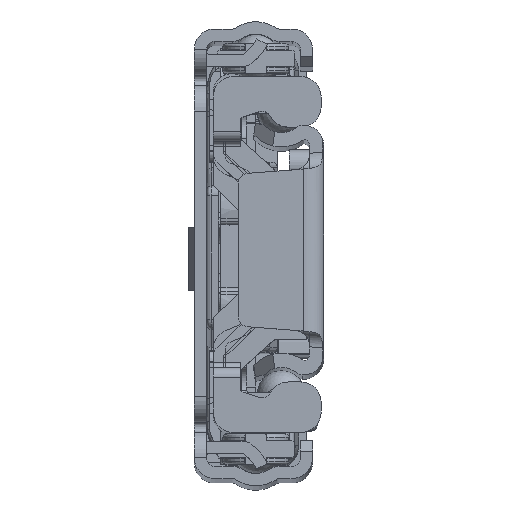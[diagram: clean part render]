
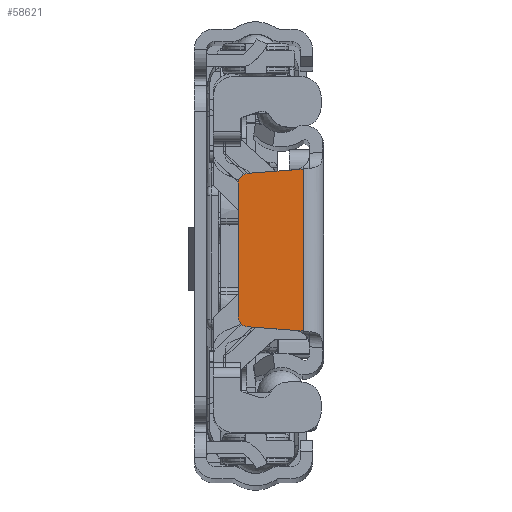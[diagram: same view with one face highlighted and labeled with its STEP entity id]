
A CAD part, top view. The second image highlights one B-rep face of the part: STEP entity #58621.
In plain terms, the highlighted face is planar.
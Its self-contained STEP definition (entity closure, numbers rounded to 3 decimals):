
#37 = AXIS2_PLACEMENT_3D ( 'NONE', #69627, #8643, #68976 ) ;
#1003 = CARTESIAN_POINT ( 'NONE',  ( -8.4, 6.524, 0. ) ) ;
#3095 = FACE_OUTER_BOUND ( 'NONE', #3491, .T. ) ;
#3491 = EDGE_LOOP ( 'NONE', ( #87420, #91987, #93153, #44326, #9425, #17506, #70548, #45110 ) ) ;
#5842 = DIRECTION ( 'NONE',  ( -0.997, 0.077, 0. ) ) ;
#7298 = CARTESIAN_POINT ( 'NONE',  ( -8.4, 7.45, 0. ) ) ;
#8505 = DIRECTION ( 'NONE',  ( -0.997, -0.077, 0. ) ) ;
#8643 = DIRECTION ( 'NONE',  ( 0., 0., -1. ) ) ;
#9075 = CIRCLE ( 'NONE', #11620, 1. ) ;
#9425 = ORIENTED_EDGE ( 'NONE', *, *, #50105, .F. ) ;
#9670 = VERTEX_POINT ( 'NONE', #36013 ) ;
#11118 = VECTOR ( 'NONE', #65278, 1000. ) ;
#11620 = AXIS2_PLACEMENT_3D ( 'NONE', #73486, #88698, #36829 ) ;
#14232 = DIRECTION ( 'NONE',  ( -0.997, -0.077, 0. ) ) ;
#15217 = VECTOR ( 'NONE', #8505, 1000. ) ;
#15278 = VERTEX_POINT ( 'NONE', #30038 ) ;
#15451 = CARTESIAN_POINT ( 'NONE',  ( -7.477, -7.521, 0. ) ) ;
#17506 = ORIENTED_EDGE ( 'NONE', *, *, #18375, .F. ) ;
#18375 = EDGE_CURVE ( 'NONE', #15278, #64278, #86100, .T. ) ;
#20205 = LINE ( 'NONE', #7298, #23799 ) ;
#22663 = EDGE_CURVE ( 'NONE', #9670, #30733, #40627, .T. ) ;
#23615 = CARTESIAN_POINT ( 'NONE',  ( -2., -13.87, 0. ) ) ;
#23799 = VECTOR ( 'NONE', #14232, 1000. ) ;
#27281 = EDGE_CURVE ( 'NONE', #15278, #9670, #97089, .T. ) ;
#27306 = CARTESIAN_POINT ( 'NONE',  ( -8.4, 8.1, 0. ) ) ;
#30038 = CARTESIAN_POINT ( 'NONE',  ( -2., 7.945, 0. ) ) ;
#30733 = VERTEX_POINT ( 'NONE', #40650 ) ;
#32349 = EDGE_CURVE ( 'NONE', #81125, #33027, #9075, .T. ) ;
#33027 = VERTEX_POINT ( 'NONE', #52285 ) ;
#35681 = VECTOR ( 'NONE', #37791, 1000. ) ;
#35684 = EDGE_CURVE ( 'NONE', #33027, #84794, #51133, .T. ) ;
#36013 = CARTESIAN_POINT ( 'NONE',  ( -2., -7.945, 0. ) ) ;
#36829 = DIRECTION ( 'NONE',  ( 1., 0., 0. ) ) ;
#37250 = PLANE ( 'NONE',  #73751 ) ;
#37791 = DIRECTION ( 'NONE',  ( 0., -1., 0. ) ) ;
#40627 = LINE ( 'NONE', #73773, #75987 ) ;
#40650 = CARTESIAN_POINT ( 'NONE',  ( -2.784, -7.885, 0. ) ) ;
#43047 = CARTESIAN_POINT ( 'NONE',  ( -2.784, 7.885, 0. ) ) ;
#44326 = ORIENTED_EDGE ( 'NONE', *, *, #74371, .T. ) ;
#45110 = ORIENTED_EDGE ( 'NONE', *, *, #22663, .T. ) ;
#50105 = EDGE_CURVE ( 'NONE', #64278, #55528, #20205, .T. ) ;
#51133 = LINE ( 'NONE', #27306, #11118 ) ;
#52255 = CARTESIAN_POINT ( 'NONE',  ( -8.4, -7.45, 0. ) ) ;
#52285 = CARTESIAN_POINT ( 'NONE',  ( -8.4, -6.524, 0. ) ) ;
#53062 = CARTESIAN_POINT ( 'NONE',  ( -4.143, -13.87, 0. ) ) ;
#55528 = VERTEX_POINT ( 'NONE', #96517 ) ;
#58621 = ADVANCED_FACE ( 'NONE', ( #3095 ), #37250, .F. ) ;
#64278 = VERTEX_POINT ( 'NONE', #43047 ) ;
#65278 = DIRECTION ( 'NONE',  ( 0., 1., 0. ) ) ;
#66817 = DIRECTION ( 'NONE',  ( 0.997, -0.077, 0. ) ) ;
#68158 = CARTESIAN_POINT ( 'NONE',  ( -2., 7.945, 0. ) ) ;
#68976 = DIRECTION ( 'NONE',  ( 1., 0., 0. ) ) ;
#69627 = CARTESIAN_POINT ( 'NONE',  ( -7.4, 6.524, 0. ) ) ;
#70548 = ORIENTED_EDGE ( 'NONE', *, *, #27281, .T. ) ;
#73486 = CARTESIAN_POINT ( 'NONE',  ( -7.4, -6.524, 0. ) ) ;
#73751 = AXIS2_PLACEMENT_3D ( 'NONE', #53062, #90084, #97702 ) ;
#73773 = CARTESIAN_POINT ( 'NONE',  ( -2., -7.945, 0. ) ) ;
#74371 = EDGE_CURVE ( 'NONE', #84794, #55528, #90051, .T. ) ;
#75987 = VECTOR ( 'NONE', #5842, 1000. ) ;
#81125 = VERTEX_POINT ( 'NONE', #15451 ) ;
#82618 = EDGE_CURVE ( 'NONE', #81125, #30733, #88879, .T. ) ;
#84794 = VERTEX_POINT ( 'NONE', #1003 ) ;
#86100 = LINE ( 'NONE', #68158, #15217 ) ;
#87420 = ORIENTED_EDGE ( 'NONE', *, *, #82618, .F. ) ;
#87768 = VECTOR ( 'NONE', #66817, 1000. ) ;
#88698 = DIRECTION ( 'NONE',  ( 0., 0., -1. ) ) ;
#88879 = LINE ( 'NONE', #52255, #87768 ) ;
#90051 = CIRCLE ( 'NONE', #37, 1. ) ;
#90084 = DIRECTION ( 'NONE',  ( 0., 0., 1. ) ) ;
#91987 = ORIENTED_EDGE ( 'NONE', *, *, #32349, .T. ) ;
#93153 = ORIENTED_EDGE ( 'NONE', *, *, #35684, .T. ) ;
#96517 = CARTESIAN_POINT ( 'NONE',  ( -7.477, 7.521, 0. ) ) ;
#97089 = LINE ( 'NONE', #23615, #35681 ) ;
#97702 = DIRECTION ( 'NONE',  ( 1., 0., 0. ) ) ;
